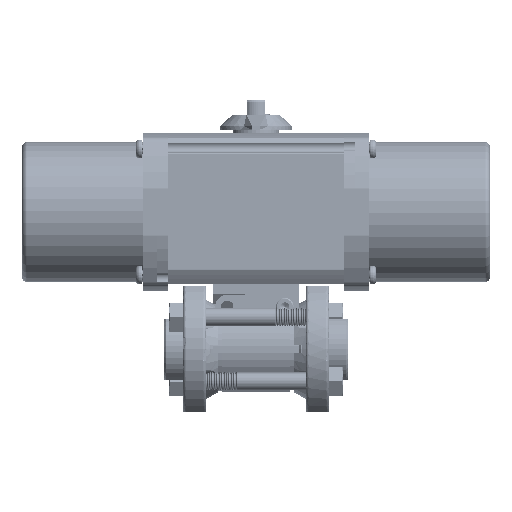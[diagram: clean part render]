
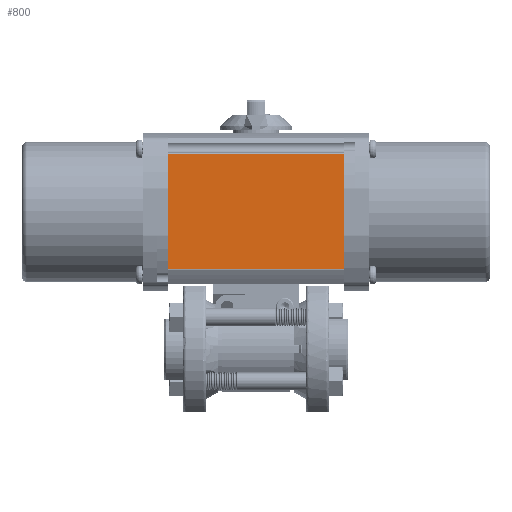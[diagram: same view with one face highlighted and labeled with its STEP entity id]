
A CAD part, top view. The second image highlights one B-rep face of the part: STEP entity #800.
In plain terms, the highlighted planar face has unit normal (0, 0, 1).
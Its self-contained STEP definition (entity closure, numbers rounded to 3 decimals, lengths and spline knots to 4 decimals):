
#800 = ADVANCED_FACE ( 'NONE', ( #206683 ), #215061, .F. ) ;
#36206 = CARTESIAN_POINT ( 'NONE',  ( 1.5275, 1.3839, 1.17 ) ) ;
#39364 = VECTOR ( 'NONE', #194323, 39.3701 ) ;
#40233 = DIRECTION ( 'NONE',  ( 0., 0., -1. ) ) ;
#59278 = VECTOR ( 'NONE', #172823, 39.3701 ) ;
#61193 = EDGE_CURVE ( 'NONE', #102575, #212044, #193650, .T. ) ;
#63954 = EDGE_CURVE ( 'NONE', #179642, #98854, #72081, .T. ) ;
#72081 = LINE ( 'NONE', #123105, #159968 ) ;
#73450 = CARTESIAN_POINT ( 'NONE',  ( 1.5275, 3.3854, 1.17 ) ) ;
#87055 = CARTESIAN_POINT ( 'NONE',  ( -1.5275, 3.3781, 1.17 ) ) ;
#98854 = VERTEX_POINT ( 'NONE', #87055 ) ;
#100289 = ORIENTED_EDGE ( 'NONE', *, *, #61193, .T. ) ;
#102574 = CARTESIAN_POINT ( 'NONE',  ( -1.5275, 1.3839, 1.17 ) ) ;
#102575 = VERTEX_POINT ( 'NONE', #102574 ) ;
#103084 = CARTESIAN_POINT ( 'NONE',  ( -5.0403, 1.3839, 1.17 ) ) ;
#110164 = CARTESIAN_POINT ( 'NONE',  ( -5.0403, 3.3854, 1.17 ) ) ;
#118710 = ORIENTED_EDGE ( 'NONE', *, *, #169593, .F. ) ;
#123105 = CARTESIAN_POINT ( 'NONE',  ( -5.0403, 3.3781, 1.17 ) ) ;
#135382 = AXIS2_PLACEMENT_3D ( 'NONE', #110164, #40233, #163109 ) ;
#141628 = CARTESIAN_POINT ( 'NONE',  ( -1.5275, 3.3854, 1.17 ) ) ;
#156390 = EDGE_LOOP ( 'NONE', ( #188514, #199147, #118710, #100289 ) ) ;
#159968 = VECTOR ( 'NONE', #172942, 39.3701 ) ;
#161582 = LINE ( 'NONE', #73450, #202559 ) ;
#163109 = DIRECTION ( 'NONE',  ( 0., -1., 0. ) ) ;
#169593 = EDGE_CURVE ( 'NONE', #102575, #98854, #173950, .T. ) ;
#172823 = DIRECTION ( 'NONE',  ( 1., 0., 0. ) ) ;
#172942 = DIRECTION ( 'NONE',  ( -1., 0., 0. ) ) ;
#173950 = LINE ( 'NONE', #141628, #39364 ) ;
#179642 = VERTEX_POINT ( 'NONE', #184567 ) ;
#184567 = CARTESIAN_POINT ( 'NONE',  ( 1.5275, 3.3781, 1.17 ) ) ;
#185154 = EDGE_CURVE ( 'NONE', #179642, #212044, #161582, .T. ) ;
#188514 = ORIENTED_EDGE ( 'NONE', *, *, #185154, .F. ) ;
#193650 = LINE ( 'NONE', #103084, #59278 ) ;
#194323 = DIRECTION ( 'NONE',  ( 0., 1., 0. ) ) ;
#199147 = ORIENTED_EDGE ( 'NONE', *, *, #63954, .T. ) ;
#202559 = VECTOR ( 'NONE', #213722, 39.3701 ) ;
#206683 = FACE_OUTER_BOUND ( 'NONE', #156390, .T. ) ;
#212044 = VERTEX_POINT ( 'NONE', #36206 ) ;
#213722 = DIRECTION ( 'NONE',  ( 0., -1., 0. ) ) ;
#215061 = PLANE ( 'NONE',  #135382 ) ;
